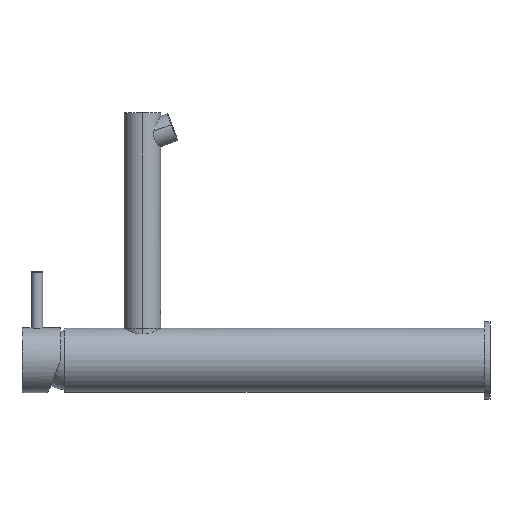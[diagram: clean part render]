
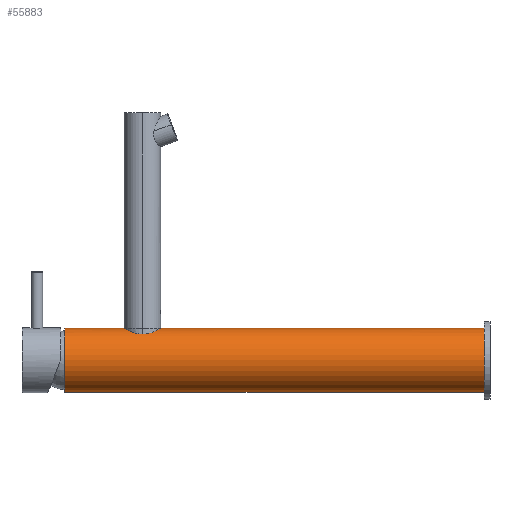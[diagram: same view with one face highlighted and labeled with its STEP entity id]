
A CAD part, left-side view. The second image highlights one B-rep face of the part: STEP entity #55883.
In plain terms, the highlighted cylindrical face has radius 22.225 mm (diameter 44.45 mm), a partial arc.
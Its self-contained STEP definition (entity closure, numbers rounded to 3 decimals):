
#1322 = CARTESIAN_POINT ( 'NONE',  ( 0., 292., -10.5 ) ) ;
#2249 = CIRCLE ( 'NONE', #12514, 22.225 ) ;
#3323 = CARTESIAN_POINT ( 'NONE',  ( -8.828, 228.654, 9.899 ) ) ;
#4041 = CARTESIAN_POINT ( 'NONE',  ( -11.997, 242.623, 8.21 ) ) ;
#4210 = EDGE_CURVE ( 'NONE', #48219, #40853, #14686, .T. ) ;
#5473 = CARTESIAN_POINT ( 'NONE',  ( -2.973, 250.508, 11.529 ) ) ;
#6184 = CARTESIAN_POINT ( 'NONE',  ( -5.766, 249.514, 10.979 ) ) ;
#6268 = DIRECTION ( 'NONE',  ( 0., -1., 0. ) ) ;
#6606 = LINE ( 'NONE', #56019, #69313 ) ;
#7036 = DIRECTION ( 'NONE',  ( 0., 0., -1. ) ) ;
#9041 = CARTESIAN_POINT ( 'NONE',  ( -7.555, 227.598, 10.404 ) ) ;
#9751 = CARTESIAN_POINT ( 'NONE',  ( -6.532, 226.903, 10.756 ) ) ;
#10456 = CARTESIAN_POINT ( 'NONE',  ( -12.502, 241.002, 7.876 ) ) ;
#11184 = CARTESIAN_POINT ( 'NONE',  ( -10.429, 245.519, 9.128 ) ) ;
#11367 = DIRECTION ( 'NONE',  ( 0., 1., 0. ) ) ;
#11896 = CARTESIAN_POINT ( 'NONE',  ( -7.534, 248.418, 10.412 ) ) ;
#12160 = ORIENTED_EDGE ( 'NONE', *, *, #4210, .F. ) ;
#12514 = AXIS2_PLACEMENT_3D ( 'NONE', #1322, #11367, #7036 ) ;
#12818 = B_SPLINE_CURVE_WITH_KNOTS ( 'NONE', 3,
 ( #69235, #20193, #14825, #36662 ),
 .UNSPECIFIED., .F., .F.,
 ( 4, 4 ),
 ( 0.5, 0.501 ),
 .UNSPECIFIED. ) ;
#13238 = CARTESIAN_POINT ( 'NONE',  ( 0., 225.15, 11.725 ) ) ;
#13314 = CARTESIAN_POINT ( 'NONE',  ( -0.046, 225.15, 11.725 ) ) ;
#14324 = DIRECTION ( 'NONE',  ( 0., -1., 0. ) ) ;
#14686 = LINE ( 'NONE', #19709, #55081 ) ;
#14825 = CARTESIAN_POINT ( 'NONE',  ( -0.015, 225.15, 11.725 ) ) ;
#15121 = CARTESIAN_POINT ( 'NONE',  ( -10.905, 231.19, 8.868 ) ) ;
#15389 = EDGE_CURVE ( 'NONE', #18534, #40166, #6606, .T. ) ;
#15488 = CARTESIAN_POINT ( 'NONE',  ( -4.239, 225.862, 11.321 ) ) ;
#15840 = CARTESIAN_POINT ( 'NONE',  ( -8.523, 228.374, 10.029 ) ) ;
#18534 = VERTEX_POINT ( 'NONE', #26022 ) ;
#18933 = CARTESIAN_POINT ( 'NONE',  ( 0., 0., -10.5 ) ) ;
#19709 = CARTESIAN_POINT ( 'NONE',  ( 0., 292., 11.725 ) ) ;
#19777 = FACE_OUTER_BOUND ( 'NONE', #38589, .T. ) ;
#20146 = CARTESIAN_POINT ( 'NONE',  ( -11.12, 231.548, 8.744 ) ) ;
#20193 = CARTESIAN_POINT ( 'NONE',  ( -0.031, 225.15, 11.725 ) ) ;
#20285 = EDGE_CURVE ( 'NONE', #39670, #31806, #35354, .T. ) ;
#20855 = CARTESIAN_POINT ( 'NONE',  ( -3.016, 225.502, 11.523 ) ) ;
#21942 = CARTESIAN_POINT ( 'NONE',  ( -9.382, 246.791, 9.65 ) ) ;
#22291 = CARTESIAN_POINT ( 'NONE',  ( -0.87, 250.85, 11.725 ) ) ;
#24394 = CARTESIAN_POINT ( 'NONE',  ( 0., 292., 11.725 ) ) ;
#24752 = CARTESIAN_POINT ( 'NONE',  ( 0., 0., -32.725 ) ) ;
#25518 = CARTESIAN_POINT ( 'NONE',  ( -9.696, 229.527, 9.509 ) ) ;
#25860 = CARTESIAN_POINT ( 'NONE',  ( 0., 292., -10.5 ) ) ;
#25872 = CARTESIAN_POINT ( 'NONE',  ( -12.159, 233.822, 8.104 ) ) ;
#26022 = CARTESIAN_POINT ( 'NONE',  ( 0., 292., -32.725 ) ) ;
#26225 = DIRECTION ( 'NONE',  ( 0., 0., 1. ) ) ;
#27318 = CARTESIAN_POINT ( 'NONE',  ( -4.205, 250.15, 11.328 ) ) ;
#27351 = EDGE_CURVE ( 'NONE', #52744, #39670, #59497, .T. ) ;
#28018 = CARTESIAN_POINT ( 'NONE',  ( -8.804, 247.369, 9.909 ) ) ;
#29626 = ORIENTED_EDGE ( 'NONE', *, *, #33786, .T. ) ;
#30629 = EDGE_CURVE ( 'NONE', #31806, #48219, #12818, .T. ) ;
#30896 = CIRCLE ( 'NONE', #61768, 22.225 ) ;
#31806 = VERTEX_POINT ( 'NONE', #13314 ) ;
#32296 = CARTESIAN_POINT ( 'NONE',  ( -12.395, 241.416, 7.948 ) ) ;
#32327 = CARTESIAN_POINT ( 'NONE',  ( -8.501, 247.645, 10.038 ) ) ;
#33033 = CARTESIAN_POINT ( 'NONE',  ( -11.119, 244.495, 8.751 ) ) ;
#33786 = EDGE_CURVE ( 'NONE', #40166, #40853, #30896, .T. ) ;
#33917 = ORIENTED_EDGE ( 'NONE', *, *, #15389, .T. ) ;
#35354 = B_SPLINE_CURVE_WITH_KNOTS ( 'NONE', 3,
 ( #54528, #22291, #44484, #5473, #65965, #27318, #43438, #6184, #49164, #11896, #38403, #32327, #28018, #21942, #65625, #60259, #11184, #33033, #59172, #4041, #46995, #32296, #10456, #69185, #63471, #42342, #41627, #58823, #48072, #25872, #64179, #63826, #70255, #20146, #15121, #69897, #25518, #3323, #15840, #41977, #9041, #9751, #64881, #58460, #15488, #43045, #20855, #37682, #36248, #36976 ),
 .UNSPECIFIED., .F., .F.,
 ( 4, 2, 2, 2, 2, 2, 2, 2, 2, 2, 2, 2, 2, 2, 2, 2, 2, 2, 2, 2, 2, 2, 2, 2, 4 ),
 ( 0., 0.031, 0.047, 0.063, 0.094, 0.109, 0.125, 0.141, 0.156, 0.188, 0.203, 0.219, 0.25, 0.281, 0.297, 0.313, 0.328, 0.344, 0.375, 0.391, 0.406, 0.437, 0.453, 0.469, 0.5 ),
 .UNSPECIFIED. ) ;
#36248 = CARTESIAN_POINT ( 'NONE',  ( -0.917, 225.153, 11.723 ) ) ;
#36662 = CARTESIAN_POINT ( 'NONE',  ( 0., 225.15, 11.725 ) ) ;
#36861 = ORIENTED_EDGE ( 'NONE', *, *, #20285, .F. ) ;
#36976 = CARTESIAN_POINT ( 'NONE',  ( -0.046, 225.15, 11.725 ) ) ;
#37682 = CARTESIAN_POINT ( 'NONE',  ( -1.768, 225.244, 11.67 ) ) ;
#38403 = CARTESIAN_POINT ( 'NONE',  ( -7.867, 248.169, 10.289 ) ) ;
#38589 = EDGE_LOOP ( 'NONE', ( #55702, #33917, #29626, #12160, #47307, #36861, #45550 ) ) ;
#39193 = CARTESIAN_POINT ( 'NONE',  ( 0., 250.85, 11.725 ) ) ;
#39670 = VERTEX_POINT ( 'NONE', #39193 ) ;
#40166 = VERTEX_POINT ( 'NONE', #24752 ) ;
#40768 = DIRECTION ( 'NONE',  ( 0., 0., -1. ) ) ;
#40853 = VERTEX_POINT ( 'NONE', #54637 ) ;
#41627 = CARTESIAN_POINT ( 'NONE',  ( -12.766, 236.306, 7.694 ) ) ;
#41963 = CYLINDRICAL_SURFACE ( 'NONE', #69519, 22.225 ) ;
#41977 = CARTESIAN_POINT ( 'NONE',  ( -7.885, 227.845, 10.282 ) ) ;
#42342 = CARTESIAN_POINT ( 'NONE',  ( -12.852, 237.158, 7.632 ) ) ;
#43045 = CARTESIAN_POINT ( 'NONE',  ( -3.427, 225.608, 11.463 ) ) ;
#43438 = CARTESIAN_POINT ( 'NONE',  ( -4.604, 250.004, 11.247 ) ) ;
#44484 = CARTESIAN_POINT ( 'NONE',  ( -1.721, 250.763, 11.674 ) ) ;
#45550 = ORIENTED_EDGE ( 'NONE', *, *, #27351, .F. ) ;
#46995 = CARTESIAN_POINT ( 'NONE',  ( -12.142, 242.229, 8.116 ) ) ;
#47307 = ORIENTED_EDGE ( 'NONE', *, *, #30629, .F. ) ;
#47690 = DIRECTION ( 'NONE',  ( 0., -1., 0. ) ) ;
#48072 = CARTESIAN_POINT ( 'NONE',  ( -12.409, 234.636, 7.939 ) ) ;
#48219 = VERTEX_POINT ( 'NONE', #13238 ) ;
#49164 = CARTESIAN_POINT ( 'NONE',  ( -6.498, 249.118, 10.767 ) ) ;
#52744 = VERTEX_POINT ( 'NONE', #24394 ) ;
#54528 = CARTESIAN_POINT ( 'NONE',  ( 0., 250.85, 11.725 ) ) ;
#54637 = CARTESIAN_POINT ( 'NONE',  ( 0., 0., 11.725 ) ) ;
#55081 = VECTOR ( 'NONE', #14324, 1000. ) ;
#55640 = VECTOR ( 'NONE', #65212, 1000. ) ;
#55702 = ORIENTED_EDGE ( 'NONE', *, *, #57862, .F. ) ;
#55883 = ADVANCED_FACE ( 'NONE', ( #19777 ), #41963, .T. ) ;
#56019 = CARTESIAN_POINT ( 'NONE',  ( 0., 292., -32.725 ) ) ;
#57862 = EDGE_CURVE ( 'NONE', #18534, #52744, #2249, .T. ) ;
#57959 = DIRECTION ( 'NONE',  ( 0., 1., 0. ) ) ;
#58460 = CARTESIAN_POINT ( 'NONE',  ( -4.642, 226.01, 11.239 ) ) ;
#58823 = CARTESIAN_POINT ( 'NONE',  ( -12.514, 235.052, 7.867 ) ) ;
#59172 = CARTESIAN_POINT ( 'NONE',  ( -11.511, 243.772, 8.516 ) ) ;
#59497 = LINE ( 'NONE', #64504, #55640 ) ;
#60259 = CARTESIAN_POINT ( 'NONE',  ( -10.18, 245.852, 9.259 ) ) ;
#61768 = AXIS2_PLACEMENT_3D ( 'NONE', #18933, #57959, #40768 ) ;
#63471 = CARTESIAN_POINT ( 'NONE',  ( -12.848, 238.896, 7.635 ) ) ;
#63826 = CARTESIAN_POINT ( 'NONE',  ( -11.693, 232.656, 8.401 ) ) ;
#64179 = CARTESIAN_POINT ( 'NONE',  ( -12.016, 233.427, 8.198 ) ) ;
#64504 = CARTESIAN_POINT ( 'NONE',  ( 0., 292., 11.725 ) ) ;
#64881 = CARTESIAN_POINT ( 'NONE',  ( -5.805, 226.505, 10.968 ) ) ;
#65212 = DIRECTION ( 'NONE',  ( 0., -1., 0. ) ) ;
#65625 = CARTESIAN_POINT ( 'NONE',  ( -9.657, 246.487, 9.519 ) ) ;
#65965 = CARTESIAN_POINT ( 'NONE',  ( -3.387, 250.403, 11.469 ) ) ;
#69185 = CARTESIAN_POINT ( 'NONE',  ( -12.759, 239.751, 7.699 ) ) ;
#69235 = CARTESIAN_POINT ( 'NONE',  ( -0.046, 225.15, 11.725 ) ) ;
#69313 = VECTOR ( 'NONE', #6268, 1000. ) ;
#69519 = AXIS2_PLACEMENT_3D ( 'NONE', #25860, #47690, #26225 ) ;
#69897 = CARTESIAN_POINT ( 'NONE',  ( -10.215, 230.16, 9.246 ) ) ;
#70255 = CARTESIAN_POINT ( 'NONE',  ( -11.514, 232.28, 8.511 ) ) ;
